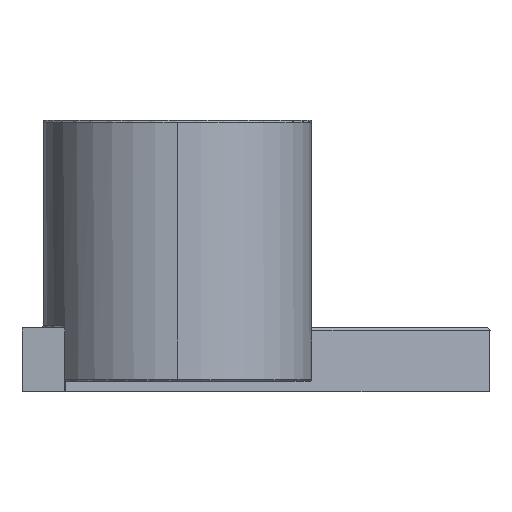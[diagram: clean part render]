
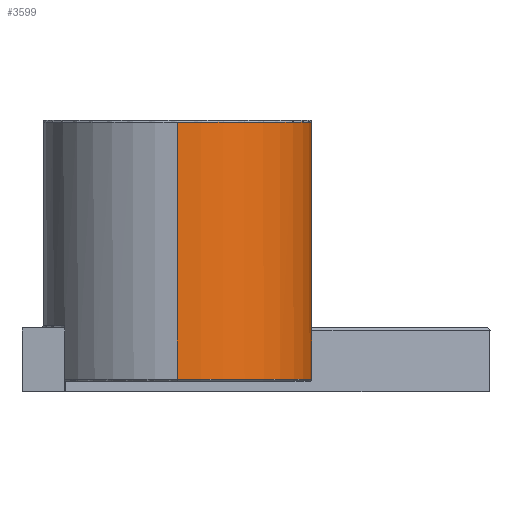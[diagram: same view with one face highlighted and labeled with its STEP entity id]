
A CAD part, left-side view. The second image highlights one B-rep face of the part: STEP entity #3599.
In plain terms, the highlighted cylindrical face has radius 15.977 mm (diameter 31.953 mm), a partial arc.
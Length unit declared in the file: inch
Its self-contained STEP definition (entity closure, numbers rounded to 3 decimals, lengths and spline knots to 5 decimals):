
#5 = AXIS2_PLACEMENT_3D ( 'NONE', #2569, #508, #3217 ) ;
#16 = VECTOR ( 'NONE', #1204, 39.37008 ) ;
#23 = EDGE_CURVE ( 'NONE', #1661, #1649, #69, .T. ) ;
#69 = B_SPLINE_CURVE_WITH_KNOTS ( 'NONE', 3,
 ( #1256, #3021, #3959, #2529, #847, #726, #1033, #283, #2220, #3573 ),
 .UNSPECIFIED., .F., .F.,
 ( 4, 2, 2, 2, 4 ),
 ( -0.00003, 0.00098, 0.00199, 0.003, 0.00401 ),
 .UNSPECIFIED. ) ;
#80 = CARTESIAN_POINT ( 'NONE',  ( -2.254, 0., 0.16 ) ) ;
#103 = AXIS2_PLACEMENT_3D ( 'NONE', #2984, #2953, #2946 ) ;
#185 = DIRECTION ( 'NONE',  ( 1., 0., 0. ) ) ;
#261 = ORIENTED_EDGE ( 'NONE', *, *, #3409, .T. ) ;
#283 = CARTESIAN_POINT ( 'NONE',  ( -1.75085, -0.37769, 0.15919 ) ) ;
#326 = VERTEX_POINT ( 'NONE', #1166 ) ;
#395 = CARTESIAN_POINT ( 'NONE',  ( -2.883, 0., 1.115 ) ) ;
#401 = EDGE_CURVE ( 'NONE', #1649, #2696, #2480, .T. ) ;
#441 = CARTESIAN_POINT ( 'NONE',  ( -1.625, 0., 1.125 ) ) ;
#461 = EDGE_CURVE ( 'NONE', #326, #1855, #1079, .T. ) ;
#508 = DIRECTION ( 'NONE',  ( 0., 0., -1. ) ) ;
#545 = ORIENTED_EDGE ( 'NONE', *, *, #401, .T. ) ;
#548 = CARTESIAN_POINT ( 'NONE',  ( -1.84005, -0.47359, 0.01 ) ) ;
#582 = VERTEX_POINT ( 'NONE', #1147 ) ;
#632 = VECTOR ( 'NONE', #2381, 39.37008 ) ;
#683 = FACE_OUTER_BOUND ( 'NONE', #1966, .T. ) ;
#716 = CARTESIAN_POINT ( 'NONE',  ( -1.62508, -0.00984, 0.16 ) ) ;
#726 = CARTESIAN_POINT ( 'NONE',  ( -1.77565, -0.40865, 0.15507 ) ) ;
#731 = VECTOR ( 'NONE', #3386, 39.37008 ) ;
#794 = VERTEX_POINT ( 'NONE', #548 ) ;
#803 = VERTEX_POINT ( 'NONE', #2596 ) ;
#841 = EDGE_CURVE ( 'NONE', #2172, #2910, #2350, .T. ) ;
#847 = CARTESIAN_POINT ( 'NONE',  ( -1.79309, -0.42823, 0.15129 ) ) ;
#892 = ORIENTED_EDGE ( 'NONE', *, *, #1547, .T. ) ;
#951 = CARTESIAN_POINT ( 'NONE',  ( -2.254, 0., -0.09 ) ) ;
#973 = CIRCLE ( 'NONE', #3686, 0.629 ) ;
#1022 = AXIS2_PLACEMENT_3D ( 'NONE', #2001, #3703, #185 ) ;
#1033 = CARTESIAN_POINT ( 'NONE',  ( -1.76721, -0.39856, 0.15673 ) ) ;
#1079 = CIRCLE ( 'NONE', #5, 0.629 ) ;
#1144 = CARTESIAN_POINT ( 'NONE',  ( -1.73545, -0.35601, 0.16 ) ) ;
#1147 = CARTESIAN_POINT ( 'NONE',  ( -1.73545, -0.35601, -0.01 ) ) ;
#1166 = CARTESIAN_POINT ( 'NONE',  ( -1.62508, -0.00984, 1.115 ) ) ;
#1204 = DIRECTION ( 'NONE',  ( 0., 0., -1. ) ) ;
#1256 = CARTESIAN_POINT ( 'NONE',  ( -1.84005, -0.47359, 0.14 ) ) ;
#1489 = ORIENTED_EDGE ( 'NONE', *, *, #3872, .F. ) ;
#1491 = LINE ( 'NONE', #2392, #632 ) ;
#1530 = ORIENTED_EDGE ( 'NONE', *, *, #3644, .T. ) ;
#1547 = EDGE_CURVE ( 'NONE', #803, #2910, #973, .T. ) ;
#1645 = ORIENTED_EDGE ( 'NONE', *, *, #2257, .T. ) ;
#1649 = VERTEX_POINT ( 'NONE', #1144 ) ;
#1661 = VERTEX_POINT ( 'NONE', #1937 ) ;
#1786 = DIRECTION ( 'NONE',  ( 0., 0., 1. ) ) ;
#1855 = VERTEX_POINT ( 'NONE', #395 ) ;
#1923 = ORIENTED_EDGE ( 'NONE', *, *, #3210, .T. ) ;
#1937 = CARTESIAN_POINT ( 'NONE',  ( -1.84005, -0.47359, 0.14 ) ) ;
#1966 = EDGE_LOOP ( 'NONE', ( #2789, #1645, #1530, #1489, #1988, #545, #261, #2824, #1923, #892 ) ) ;
#1988 = ORIENTED_EDGE ( 'NONE', *, *, #23, .T. ) ;
#2001 = CARTESIAN_POINT ( 'NONE',  ( -2.254, 0., -0.01 ) ) ;
#2096 = DIRECTION ( 'NONE',  ( 1., 0., 0. ) ) ;
#2161 = LINE ( 'NONE', #3723, #3912 ) ;
#2172 = VERTEX_POINT ( 'NONE', #2771 ) ;
#2220 = CARTESIAN_POINT ( 'NONE',  ( -1.74299, -0.36699, 0.16 ) ) ;
#2257 = EDGE_CURVE ( 'NONE', #2172, #582, #2449, .T. ) ;
#2324 = LINE ( 'NONE', #3403, #731 ) ;
#2350 = LINE ( 'NONE', #441, #16 ) ;
#2381 = DIRECTION ( 'NONE',  ( 0., 0., -1. ) ) ;
#2392 = CARTESIAN_POINT ( 'NONE',  ( -1.84005, -0.47359, 0.15 ) ) ;
#2449 = CIRCLE ( 'NONE', #1022, 0.629 ) ;
#2480 = CIRCLE ( 'NONE', #3002, 0.629 ) ;
#2529 = CARTESIAN_POINT ( 'NONE',  ( -1.80209, -0.4377, 0.14917 ) ) ;
#2549 = DIRECTION ( 'NONE',  ( 0., 0., 1. ) ) ;
#2569 = CARTESIAN_POINT ( 'NONE',  ( -2.254, 0., 1.115 ) ) ;
#2596 = CARTESIAN_POINT ( 'NONE',  ( -2.883, 0., -0.09 ) ) ;
#2696 = VERTEX_POINT ( 'NONE', #716 ) ;
#2697 = DIRECTION ( 'NONE',  ( 1., 0., 0. ) ) ;
#2771 = CARTESIAN_POINT ( 'NONE',  ( -1.625, 0., -0.01 ) ) ;
#2789 = ORIENTED_EDGE ( 'NONE', *, *, #841, .F. ) ;
#2824 = ORIENTED_EDGE ( 'NONE', *, *, #461, .T. ) ;
#2839 = CARTESIAN_POINT ( 'NONE',  ( -1.84005, -0.47359, 0.01 ) ) ;
#2845 = CARTESIAN_POINT ( 'NONE',  ( -1.82034, -0.45636, 0.0053 ) ) ;
#2849 = CARTESIAN_POINT ( 'NONE',  ( -1.80181, -0.43801, 0.0006 ) ) ;
#2855 = CARTESIAN_POINT ( 'NONE',  ( -1.77565, -0.40865, -0.00507 ) ) ;
#2861 = CARTESIAN_POINT ( 'NONE',  ( -1.76721, -0.39856, -0.00673 ) ) ;
#2862 = CARTESIAN_POINT ( 'NONE',  ( -1.75084, -0.37769, -0.00919 ) ) ;
#2877 = CARTESIAN_POINT ( 'NONE',  ( -1.74299, -0.36699, -0.01 ) ) ;
#2882 = CARTESIAN_POINT ( 'NONE',  ( -1.73545, -0.35601, -0.01 ) ) ;
#2910 = VERTEX_POINT ( 'NONE', #3520 ) ;
#2946 = DIRECTION ( 'NONE',  ( -1., 0., 0. ) ) ;
#2953 = DIRECTION ( 'NONE',  ( 0., 0., -1. ) ) ;
#2984 = CARTESIAN_POINT ( 'NONE',  ( -2.254, 0., 1.125 ) ) ;
#3002 = AXIS2_PLACEMENT_3D ( 'NONE', #80, #1786, #2096 ) ;
#3021 = CARTESIAN_POINT ( 'NONE',  ( -1.83024, -0.46501, 0.14234 ) ) ;
#3210 = EDGE_CURVE ( 'NONE', #1855, #803, #2161, .T. ) ;
#3217 = DIRECTION ( 'NONE',  ( 1., 0., 0. ) ) ;
#3386 = DIRECTION ( 'NONE',  ( 0., 0., 1. ) ) ;
#3403 = CARTESIAN_POINT ( 'NONE',  ( -1.62508, -0.00984, 1.125 ) ) ;
#3409 = EDGE_CURVE ( 'NONE', #2696, #326, #2324, .T. ) ;
#3520 = CARTESIAN_POINT ( 'NONE',  ( -1.625, 0., -0.09 ) ) ;
#3535 = B_SPLINE_CURVE_WITH_KNOTS ( 'NONE', 3,
 ( #2882, #2877, #2862, #2861, #2855, #2849, #2845, #2839 ),
 .UNSPECIFIED., .F., .F.,
 ( 4, 2, 2, 4 ),
 ( 0., 0.00101, 0.00203, 0.00405 ),
 .UNSPECIFIED. ) ;
#3573 = CARTESIAN_POINT ( 'NONE',  ( -1.73545, -0.35601, 0.16 ) ) ;
#3599 = ADVANCED_FACE ( 'NONE', ( #683 ), #4013, .T. ) ;
#3644 = EDGE_CURVE ( 'NONE', #582, #794, #3535, .T. ) ;
#3686 = AXIS2_PLACEMENT_3D ( 'NONE', #951, #2549, #2697 ) ;
#3703 = DIRECTION ( 'NONE',  ( 0., 0., -1. ) ) ;
#3715 = DIRECTION ( 'NONE',  ( 0., 0., -1. ) ) ;
#3723 = CARTESIAN_POINT ( 'NONE',  ( -2.883, 0., 1.125 ) ) ;
#3872 = EDGE_CURVE ( 'NONE', #1661, #794, #1491, .T. ) ;
#3912 = VECTOR ( 'NONE', #3715, 39.37008 ) ;
#3959 = CARTESIAN_POINT ( 'NONE',  ( -1.82064, -0.45608, 0.1447 ) ) ;
#4013 = CYLINDRICAL_SURFACE ( 'NONE', #103, 0.629 ) ;
